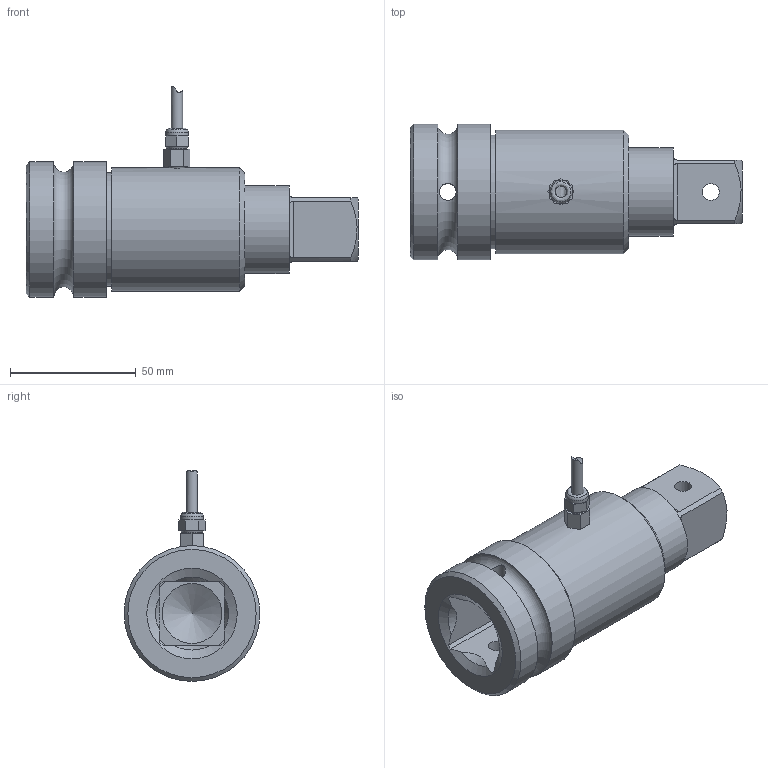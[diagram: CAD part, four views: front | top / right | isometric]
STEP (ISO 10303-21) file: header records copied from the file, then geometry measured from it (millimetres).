
FILE_DESCRIPTION( ( 'Unknown' ), '1' );
FILE_NAME( '1466-z02_doc-00039878.stp', 'Unknown', ( 'Unknown' ), ( 'Unknown' ), 'PSStep 17.0.49', 'Unknown', ' ' );
FILE_SCHEMA( ( 'AUTOMOTIVE_DESIGN { 1 0 10303 214 1 1 1 1 }' ) );
Length unit declared in the file: millimetre
Products named in the file (5): Assem1; 1466-001_doc-00039815; kabeldurchmesser4,5_doc-00036217-oa0; skindicht-mini m6x1_doc-00006679; 1049-001_doc-00039889
Assembly tree (4 placements, depth 2):
  Assem1
    1466-001_doc-00039815
    kabeldurchmesser4,5_doc-00036217-oa0
    skindicht-mini m6x1_doc-00006679
    1049-001_doc-00039889
Bounding box: 132 x 54 x 83.84 mm (x, y, z)
Volume: 183386 mm3; surface area: 42602.1 mm2
Topology: 4 solids, 5 shells, 121 faces, 288 edges, 182 vertices
Faces by surface type: plane 51, cylinder 39, cone 25, torus 4, extrusion 1, bspline 1
Full cylindrical faces by diameter (mm): 1.6 x1, 4.5 x2, 4.917 x1, 6.7 x3, 8 x1, 9.026 x1, 35 x2, 35.5 x1, 40 x1, 45 x1, 49 x1, 54 x2
Entity records: 4990 total; most frequent: CARTESIAN_POINT 1366, DIRECTION 543, ORIENTED_EDGE 472, EDGE_CURVE 236, AXIS2_PLACEMENT_3D 223, EDGE_LOOP 174, VERTEX_POINT 166, FACE_OUTER_BOUND 143
